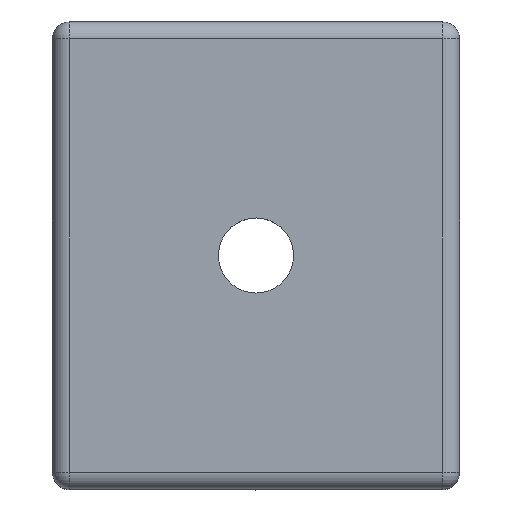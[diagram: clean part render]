
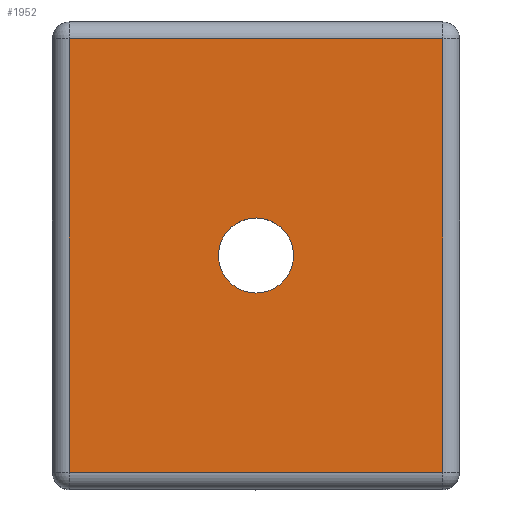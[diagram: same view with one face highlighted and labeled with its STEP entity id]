
A CAD part, top view. The second image highlights one B-rep face of the part: STEP entity #1952.
In plain terms, the highlighted planar face has unit normal (0, 0, 1).
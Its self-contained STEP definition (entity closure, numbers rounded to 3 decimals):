
#8 = CARTESIAN_POINT ( 'NONE',  ( -12.2, 27., 20. ) ) ;
#85 = CARTESIAN_POINT ( 'NONE',  ( 11.2, 28., 20. ) ) ;
#127 = VERTEX_POINT ( 'NONE', #2096 ) ;
#158 = VECTOR ( 'NONE', #480, 1000. ) ;
#212 = DIRECTION ( 'NONE',  ( -1., 0., 0. ) ) ;
#241 = EDGE_CURVE ( 'NONE', #1055, #836, #1755, .T. ) ;
#394 = DIRECTION ( 'NONE',  ( 0., 1., 0. ) ) ;
#424 = EDGE_CURVE ( 'NONE', #2054, #624, #1578, .T. ) ;
#480 = DIRECTION ( 'NONE',  ( 1., 0., 0. ) ) ;
#506 = DIRECTION ( 'NONE',  ( -1., 0., 0. ) ) ;
#583 = CARTESIAN_POINT ( 'NONE',  ( 11.2, 27., 20. ) ) ;
#604 = LINE ( 'NONE', #1885, #158 ) ;
#624 = VERTEX_POINT ( 'NONE', #2092 ) ;
#722 = FACE_BOUND ( 'NONE', #1618, .T. ) ;
#728 = ORIENTED_EDGE ( 'NONE', *, *, #770, .F. ) ;
#740 = VECTOR ( 'NONE', #506, 1000. ) ;
#748 = LINE ( 'NONE', #85, #1613 ) ;
#752 = ORIENTED_EDGE ( 'NONE', *, *, #424, .F. ) ;
#770 = EDGE_CURVE ( 'NONE', #624, #2054, #1697, .T. ) ;
#836 = VERTEX_POINT ( 'NONE', #2047 ) ;
#868 = PLANE ( 'NONE',  #978 ) ;
#887 = VECTOR ( 'NONE', #2115, 1000. ) ;
#978 = AXIS2_PLACEMENT_3D ( 'NONE', #1551, #1892, #212 ) ;
#980 = ORIENTED_EDGE ( 'NONE', *, *, #1873, .T. ) ;
#998 = CARTESIAN_POINT ( 'NONE',  ( 0., 14., 20. ) ) ;
#1008 = EDGE_CURVE ( 'NONE', #1609, #1055, #1930, .T. ) ;
#1037 = ORIENTED_EDGE ( 'NONE', *, *, #241, .T. ) ;
#1038 = AXIS2_PLACEMENT_3D ( 'NONE', #998, #1688, #1854 ) ;
#1055 = VERTEX_POINT ( 'NONE', #1888 ) ;
#1218 = FACE_OUTER_BOUND ( 'NONE', #2160, .T. ) ;
#1343 = AXIS2_PLACEMENT_3D ( 'NONE', #2176, #1845, #1677 ) ;
#1347 = ORIENTED_EDGE ( 'NONE', *, *, #1008, .T. ) ;
#1432 = CARTESIAN_POINT ( 'NONE',  ( -11.2, 28., 20. ) ) ;
#1551 = CARTESIAN_POINT ( 'NONE',  ( -12.2, 28., 20. ) ) ;
#1578 = CIRCLE ( 'NONE', #1038, 2.25 ) ;
#1609 = VERTEX_POINT ( 'NONE', #583 ) ;
#1613 = VECTOR ( 'NONE', #394, 1000. ) ;
#1618 = EDGE_LOOP ( 'NONE', ( #728, #752 ) ) ;
#1677 = DIRECTION ( 'NONE',  ( 1., 0., 0. ) ) ;
#1688 = DIRECTION ( 'NONE',  ( 0., 0., 1. ) ) ;
#1697 = CIRCLE ( 'NONE', #1343, 2.25 ) ;
#1755 = LINE ( 'NONE', #1432, #887 ) ;
#1845 = DIRECTION ( 'NONE',  ( 0., 0., 1. ) ) ;
#1854 = DIRECTION ( 'NONE',  ( 1., 0., 0. ) ) ;
#1873 = EDGE_CURVE ( 'NONE', #836, #127, #604, .T. ) ;
#1885 = CARTESIAN_POINT ( 'NONE',  ( -12.2, 1., 20. ) ) ;
#1888 = CARTESIAN_POINT ( 'NONE',  ( -11.2, 27., 20. ) ) ;
#1892 = DIRECTION ( 'NONE',  ( 0., 0., -1. ) ) ;
#1930 = LINE ( 'NONE', #8, #740 ) ;
#1952 = ADVANCED_FACE ( 'NONE', ( #722, #1218 ), #868, .F. ) ;
#1957 = CARTESIAN_POINT ( 'NONE',  ( -2.25, 14., 20. ) ) ;
#2047 = CARTESIAN_POINT ( 'NONE',  ( -11.2, 1., 20. ) ) ;
#2053 = EDGE_CURVE ( 'NONE', #127, #1609, #748, .T. ) ;
#2054 = VERTEX_POINT ( 'NONE', #1957 ) ;
#2092 = CARTESIAN_POINT ( 'NONE',  ( 2.25, 14., 20. ) ) ;
#2096 = CARTESIAN_POINT ( 'NONE',  ( 11.2, 1., 20. ) ) ;
#2115 = DIRECTION ( 'NONE',  ( 0., -1., 0. ) ) ;
#2150 = ORIENTED_EDGE ( 'NONE', *, *, #2053, .T. ) ;
#2160 = EDGE_LOOP ( 'NONE', ( #1347, #1037, #980, #2150 ) ) ;
#2176 = CARTESIAN_POINT ( 'NONE',  ( 0., 14., 20. ) ) ;
